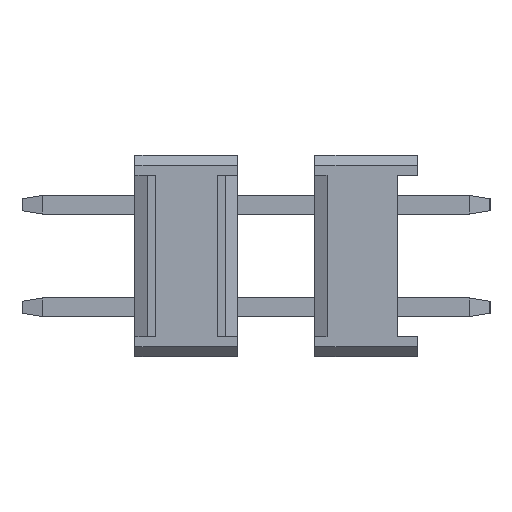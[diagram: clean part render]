
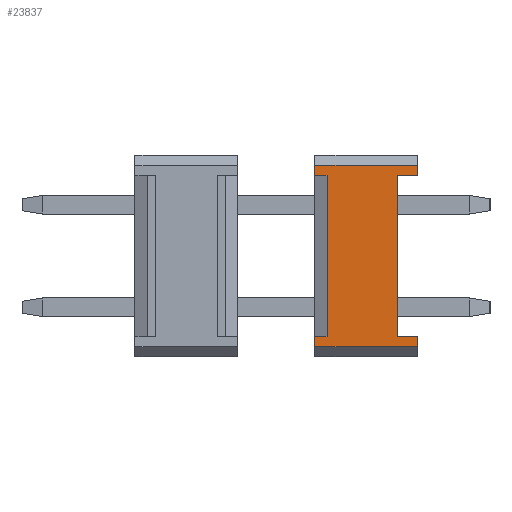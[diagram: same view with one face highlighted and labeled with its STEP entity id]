
A CAD part, left-side view. The second image highlights one B-rep face of the part: STEP entity #23837.
In plain terms, the highlighted planar face has unit normal (-1, 0, 0).
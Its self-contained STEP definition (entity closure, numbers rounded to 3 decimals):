
#23734=CARTESIAN_POINT('',(-0.635,0.,0.));
#23735=DIRECTION('',(0.,0.,-1.));
#23736=DIRECTION('',(-1.,-0.,-0.));
#23737=AXIS2_PLACEMENT_3D('',#23734,#23736,#23735);
#23738=PLANE('',#23737);
#23739=CARTESIAN_POINT('',(-0.635,2.24,2.));
#23740=VERTEX_POINT('',#23739);
#23741=CARTESIAN_POINT('',(-0.635,2.24,-2.));
#23742=VERTEX_POINT('',#23741);
#23743=CARTESIAN_POINT('',(-0.635,2.24,2.));
#23744=DIRECTION('',(0.,0.,-1.));
#23745=VECTOR('',#23744,4.);
#23746=LINE('',#23743,#23745);
#23747=EDGE_CURVE('',#23740,#23742,#23746,.T.);
#23748=ORIENTED_EDGE('',*,*,#23747,.T.);
#23749=CARTESIAN_POINT('',(-0.635,2.54,-2.));
#23750=VERTEX_POINT('',#23749);
#23751=CARTESIAN_POINT('',(-0.635,2.24,-2.));
#23752=DIRECTION('',(0.,1.,0.));
#23753=VECTOR('',#23752,0.3);
#23754=LINE('',#23751,#23753);
#23755=EDGE_CURVE('',#23742,#23750,#23754,.T.);
#23756=ORIENTED_EDGE('',*,*,#23755,.T.);
#23757=CARTESIAN_POINT('',(-0.635,2.54,-2.25));
#23758=VERTEX_POINT('',#23757);
#23759=CARTESIAN_POINT('',(-0.635,2.54,-2.));
#23760=DIRECTION('',(0.,0.,-1.));
#23761=VECTOR('',#23760,0.25);
#23762=LINE('',#23759,#23761);
#23763=EDGE_CURVE('',#23750,#23758,#23762,.T.);
#23764=ORIENTED_EDGE('',*,*,#23763,.T.);
#23765=CARTESIAN_POINT('',(-0.635,0.,-2.25));
#23766=VERTEX_POINT('',#23765);
#23767=CARTESIAN_POINT('',(-0.635,2.54,-2.25));
#23768=DIRECTION('',(0.,-1.,0.));
#23769=VECTOR('',#23768,2.54);
#23770=LINE('',#23767,#23769);
#23771=EDGE_CURVE('',#23758,#23766,#23770,.T.);
#23772=ORIENTED_EDGE('',*,*,#23771,.T.);
#23773=CARTESIAN_POINT('',(-0.635,0.,-2.));
#23774=VERTEX_POINT('',#23773);
#23775=CARTESIAN_POINT('',(-0.635,0.,-2.25));
#23776=DIRECTION('',(0.,0.,1.));
#23777=VECTOR('',#23776,0.25);
#23778=LINE('',#23775,#23777);
#23779=EDGE_CURVE('',#23766,#23774,#23778,.T.);
#23780=ORIENTED_EDGE('',*,*,#23779,.T.);
#23781=CARTESIAN_POINT('',(-0.635,0.5,-2.));
#23782=VERTEX_POINT('',#23781);
#23783=CARTESIAN_POINT('',(-0.635,0.,-2.));
#23784=DIRECTION('',(0.,1.,0.));
#23785=VECTOR('',#23784,0.5);
#23786=LINE('',#23783,#23785);
#23787=EDGE_CURVE('',#23774,#23782,#23786,.T.);
#23788=ORIENTED_EDGE('',*,*,#23787,.T.);
#23789=CARTESIAN_POINT('',(-0.635,0.5,2.));
#23790=VERTEX_POINT('',#23789);
#23791=CARTESIAN_POINT('',(-0.635,0.5,-2.));
#23792=DIRECTION('',(0.,0.,1.));
#23793=VECTOR('',#23792,4.);
#23794=LINE('',#23791,#23793);
#23795=EDGE_CURVE('',#23782,#23790,#23794,.T.);
#23796=ORIENTED_EDGE('',*,*,#23795,.T.);
#23797=CARTESIAN_POINT('',(-0.635,0.,2.));
#23798=VERTEX_POINT('',#23797);
#23799=CARTESIAN_POINT('',(-0.635,0.5,2.));
#23800=DIRECTION('',(0.,-1.,0.));
#23801=VECTOR('',#23800,0.5);
#23802=LINE('',#23799,#23801);
#23803=EDGE_CURVE('',#23790,#23798,#23802,.T.);
#23804=ORIENTED_EDGE('',*,*,#23803,.T.);
#23805=CARTESIAN_POINT('',(-0.635,0.,2.25));
#23806=VERTEX_POINT('',#23805);
#23807=CARTESIAN_POINT('',(-0.635,0.,2.));
#23808=DIRECTION('',(0.,0.,1.));
#23809=VECTOR('',#23808,0.25);
#23810=LINE('',#23807,#23809);
#23811=EDGE_CURVE('',#23798,#23806,#23810,.T.);
#23812=ORIENTED_EDGE('',*,*,#23811,.T.);
#23813=CARTESIAN_POINT('',(-0.635,2.54,2.25));
#23814=VERTEX_POINT('',#23813);
#23815=CARTESIAN_POINT('',(-0.635,0.,2.25));
#23816=DIRECTION('',(0.,1.,0.));
#23817=VECTOR('',#23816,2.54);
#23818=LINE('',#23815,#23817);
#23819=EDGE_CURVE('',#23806,#23814,#23818,.T.);
#23820=ORIENTED_EDGE('',*,*,#23819,.T.);
#23821=CARTESIAN_POINT('',(-0.635,2.54,2.));
#23822=VERTEX_POINT('',#23821);
#23823=CARTESIAN_POINT('',(-0.635,2.54,2.25));
#23824=DIRECTION('',(0.,0.,-1.));
#23825=VECTOR('',#23824,0.25);
#23826=LINE('',#23823,#23825);
#23827=EDGE_CURVE('',#23814,#23822,#23826,.T.);
#23828=ORIENTED_EDGE('',*,*,#23827,.T.);
#23829=CARTESIAN_POINT('',(-0.635,2.54,2.));
#23830=DIRECTION('',(0.,-1.,0.));
#23831=VECTOR('',#23830,0.3);
#23832=LINE('',#23829,#23831);
#23833=EDGE_CURVE('',#23822,#23740,#23832,.T.);
#23834=ORIENTED_EDGE('',*,*,#23833,.T.);
#23835=EDGE_LOOP('',(#23748,#23756,#23764,#23772,#23780,#23788,#23796,#23804,#23812,#23820,#23828,#23834));
#23836=FACE_OUTER_BOUND('',#23835,.T.);
#23837=ADVANCED_FACE('',(#23836),#23738,.T.);
